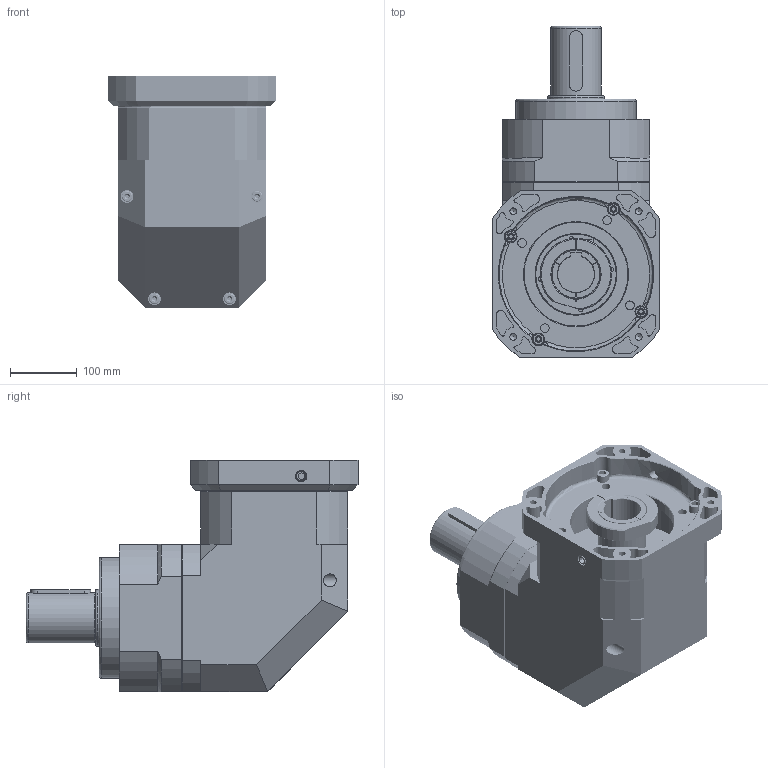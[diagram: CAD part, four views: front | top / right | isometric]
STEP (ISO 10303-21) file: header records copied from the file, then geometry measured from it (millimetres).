
FILE_DESCRIPTION((''),'2;1');
FILE_NAME('KSEL-220-1.stp','2014-04-21T14:19:59',('young'),(''),'Autodesk Inventor 2012','Autodesk Inventor 2012','');
FILE_SCHEMA(('AUTOMOTIVE_DESIGN { 1 0 10303 214 1 1 1 1 }'));
Length unit declared in the file: millimetre
Products named in the file (3): KSEL-220-1; 220-1-Angle; KSE-220-1-Body
Assembly tree (2 placements, depth 2):
  KSEL-220-1
    220-1-Angle
    KSE-220-1-Body
Bounding box: 250 x 495.6 x 345 mm (x, y, z)
Volume: 12937270.3 mm3; surface area: 1085995.7 mm2
Topology: 18 solids, 18 shells, 938 faces, 2870 edges, 2006 vertices
Faces by surface type: cylinder 417, plane 348, cone 101, bspline 51, torus 21
Full cylindrical faces by diameter (mm): 7 x4, 8.6 x1, 10 x205, 10.2 x12, 11 x1, 12 x4, 13 x12, 13.835 x1, 14 x4, 14.275 x2, 14.5 x2, 16 x5, 18 x4, 19 x4, 60 x1, 66 x1, 70 x1, 72 x1, 72.2 x1, 74.8 x1, 75 x1, 85 x1, 88 x1, 90 x3, 104.992 x1, 142 x1, 155 x1, 179.34 x1, 180 x2, 200 x3
Entity records: 70238 total; most frequent: CARTESIAN_POINT 50168, ORIENTED_EDGE 4894, DIRECTION 3411, EDGE_CURVE 2447, VERTEX_POINT 1959, AXIS2_PLACEMENT_3D 1321, EDGE_LOOP 996, VECTOR 769
